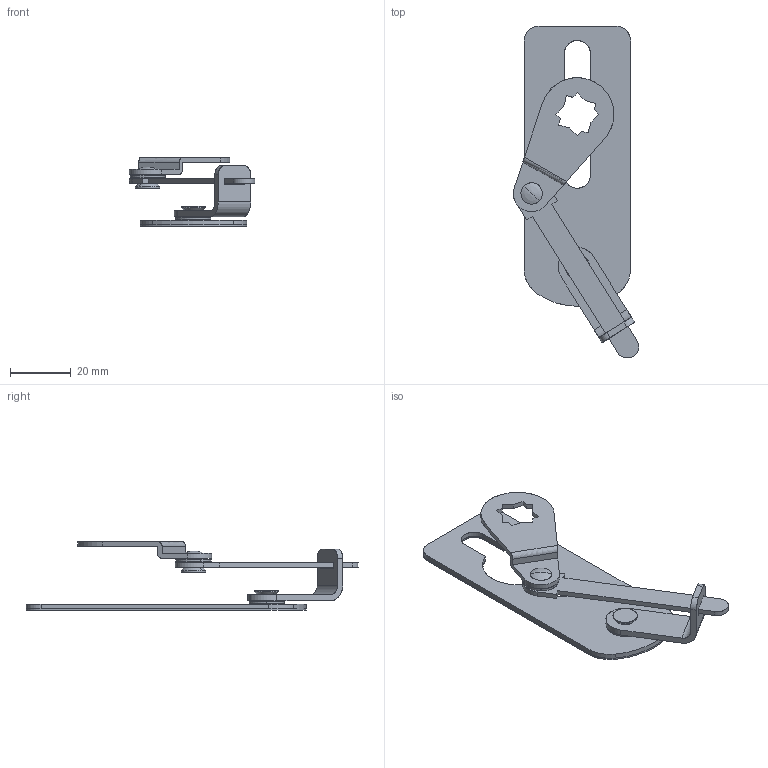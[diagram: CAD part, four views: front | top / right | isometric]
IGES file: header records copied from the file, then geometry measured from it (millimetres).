
Start section: SolidWorks IGES file using analytic representation for surfaces
Global section: file name: AC-25-CL-1.IGS,15; native system: HSolidWorks 2014; preprocessor: SolidWorks 2014; author: 1337yo; date: 190903.175414; units: millimetre
Bounding box: 41.13 x 108.98 x 22.6 mm (x, y, z)
Surface area: 15965.1 mm2 (no closed solid volume)
Topology: 0 solids, 0 shells, 140 faces, 2102 edges, 2101 vertices
Faces by surface type: bspline 71, revolution 69
